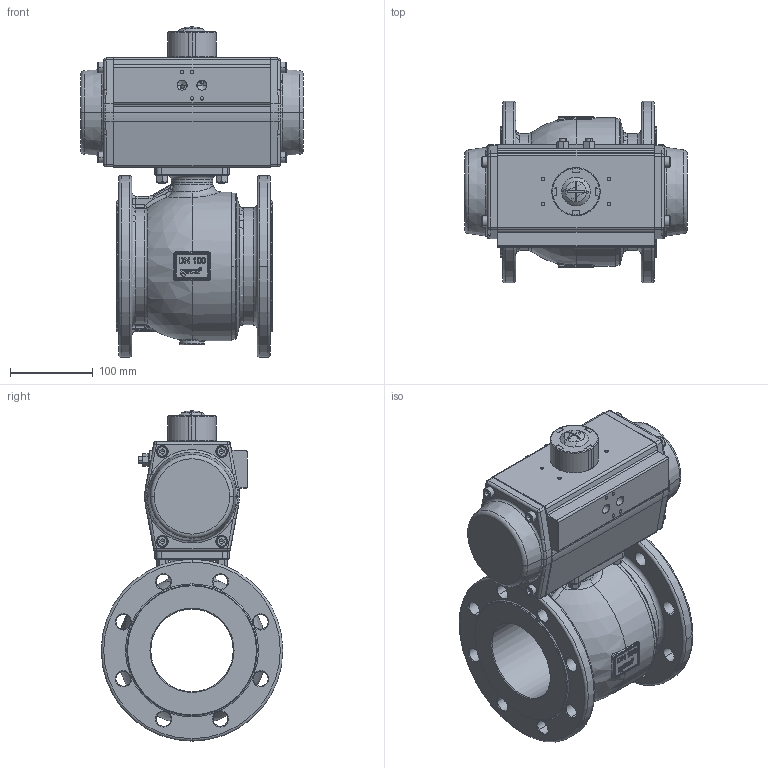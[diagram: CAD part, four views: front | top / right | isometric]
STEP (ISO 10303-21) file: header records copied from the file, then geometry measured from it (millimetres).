
FILE_DESCRIPTION(('HOOPS Exchange Step'),'2;1');
FILE_NAME('PK0400_DN100.stp','2025-04-09T11:00:06+02:00',('nieru'),('Unknown organisation'),'HOOPS Exchange 2024.2','HOOPS Exchange','Unknown authorisation');
FILE_SCHEMA( ('AP203_CONFIGURATION_CONTROLLED_3D_DESIGN_OF_MECHANICAL_PARTS_AND_ASSEMBLIES_MIM_LF') );
Length unit declared in the file: millimetre
Products named in the file (4): 0; root
Assembly tree (3 placements, depth 3):
  root
    0
      0
      0
Bounding box: 270 x 220 x 400.19 mm (x, y, z)
Volume: 5167431.4 mm3; surface area: 609244.6 mm2
Topology: 34 solids, 34 shells, 2164 faces, 5197 edges, 3064 vertices
Faces by surface type: cylinder 585, plane 562, bspline 379, torus 226, cone 225, extrusion 125, sphere 62
Full cylindrical faces by diameter (mm): 6.8 x1, 142 x1
Entity records: 91620 total; most frequent: CARTESIAN_POINT 44604, ORIENTED_EDGE 10206, DIRECTION 8925, EDGE_CURVE 5103, AXIS2_PLACEMENT_3D 3463, VERTEX_POINT 3066, EDGE_LOOP 2323, FACE_BOUND 2323
